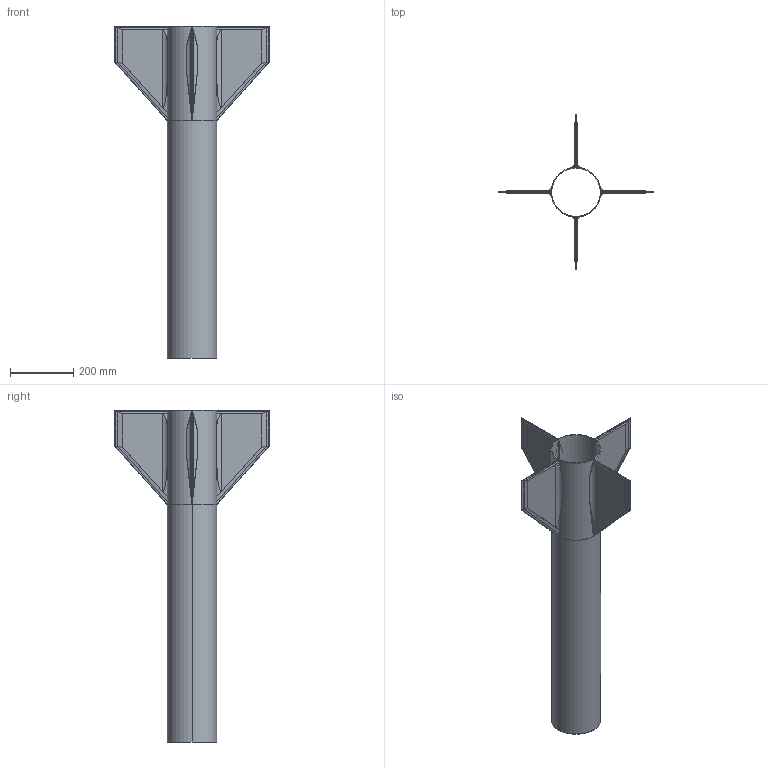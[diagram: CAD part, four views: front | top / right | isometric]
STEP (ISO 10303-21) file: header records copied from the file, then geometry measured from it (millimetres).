
FILE_DESCRIPTION (( 'STEP AP203' ), '1' );
FILE_NAME ('aura-aerod-finCan-v1.8.STEP', '2025-01-17T18:53:21', ( '' ), ( '' ), 'SwSTEP 2.0', 'SolidWorks 2024', '' );
FILE_SCHEMA (( 'CONFIG_CONTROL_DESIGN' ));
Length unit declared in the file: inch
Products named in the file (1): aura-aerod-finCan-v1.8
Bounding box: 489.25 x 489.25 x 1051.96 mm (x, y, z)
Surface area: 2376862 mm2 (no closed solid volume)
Topology: 0 solids, 42 shells, 297 faces, 792 edges, 560 vertices
Faces by surface type: plane 205, cylinder 84, bspline 8
Entity records: 9358 total; most frequent: CARTESIAN_POINT 2646, ORIENTED_EDGE 1340, DIRECTION 1180, EDGE_CURVE 792, VERTEX_POINT 560, VECTOR 552, LINE 552, AXIS2_PLACEMENT_3D 314
